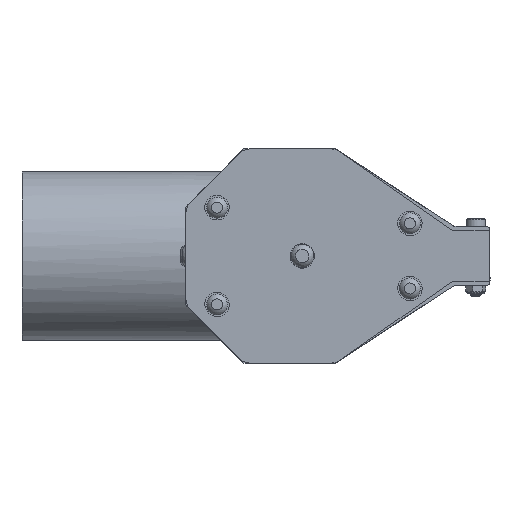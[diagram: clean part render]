
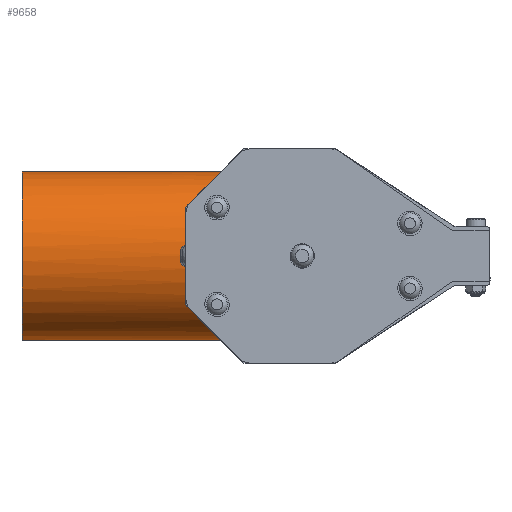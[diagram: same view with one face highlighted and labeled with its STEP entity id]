
A CAD part, left-side view. The second image highlights one B-rep face of the part: STEP entity #9658.
In plain terms, the highlighted cylindrical face has radius 38.1 mm (diameter 76.2 mm), a full revolution.
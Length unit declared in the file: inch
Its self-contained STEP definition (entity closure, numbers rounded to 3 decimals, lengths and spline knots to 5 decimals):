
#15=ELLIPSE('',#10821,2.12132,1.5);
#16=ELLIPSE('',#10824,2.12132,1.5);
#186=LINE('',#42069,#514);
#187=LINE('',#42091,#515);
#514=VECTOR('',#13261,0.3937);
#515=VECTOR('',#13268,0.3937);
#1226=FACE_BOUND('',#3308,.T.);
#2389=FACE_OUTER_BOUND('',#3307,.T.);
#3307=EDGE_LOOP('',(#8310,#8311,#8312,#8313,#8314,#8315,#8316,#8317,#8318,
#8319,#8320,#8321));
#3308=EDGE_LOOP('',(#8322));
#3621=B_SPLINE_CURVE_WITH_KNOTS('',3,(#42073,#42074,#42075,#42076,#42077,
#42078),.UNSPECIFIED.,.F.,.F.,(4,2,4),(-0.2478,-0.18106,
-0.119),.UNSPECIFIED.);
#3622=B_SPLINE_CURVE_WITH_KNOTS('',3,(#42082,#42083,#42084,#42085,#42086,
#42087),.UNSPECIFIED.,.F.,.F.,(4,2,4),(-0.86626,-0.80421,
-0.73746),.UNSPECIFIED.);
#3623=B_SPLINE_CURVE_WITH_KNOTS('',3,(#42095,#42096,#42097,#42098,#42099,
#42100),.UNSPECIFIED.,.F.,.F.,(4,2,4),(-0.7489,-0.68066,
-0.61785),.UNSPECIFIED.);
#3624=B_SPLINE_CURVE_WITH_KNOTS('',3,(#42103,#42104,#42105,#42106,#42107,
#42108),.UNSPECIFIED.,.F.,.F.,(4,2,4),(-0.37841,-0.3156,
-0.24736),.UNSPECIFIED.);
#4024=CIRCLE('',#10651,1.5);
#4102=CIRCLE('',#10819,1.5);
#4103=CIRCLE('',#10820,1.5);
#4104=CIRCLE('',#10822,1.5);
#4105=CIRCLE('',#10823,1.5);
#4791=VERTEX_POINT('',#41702);
#4908=VERTEX_POINT('',#42065);
#4909=VERTEX_POINT('',#42066);
#4910=VERTEX_POINT('',#42068);
#4911=VERTEX_POINT('',#42070);
#4912=VERTEX_POINT('',#42072);
#4913=VERTEX_POINT('',#42079);
#4914=VERTEX_POINT('',#42081);
#4915=VERTEX_POINT('',#42088);
#4916=VERTEX_POINT('',#42090);
#4917=VERTEX_POINT('',#42092);
#4918=VERTEX_POINT('',#42094);
#4919=VERTEX_POINT('',#42101);
#5955=EDGE_CURVE('',#4791,#4791,#4024,.T.);
#6111=EDGE_CURVE('',#4908,#4909,#4102,.T.);
#6112=EDGE_CURVE('',#4909,#4910,#186,.T.);
#6113=EDGE_CURVE('',#4910,#4911,#4103,.T.);
#6114=EDGE_CURVE('',#4911,#4912,#3621,.T.);
#6115=EDGE_CURVE('',#4912,#4913,#15,.T.);
#6116=EDGE_CURVE('',#4913,#4914,#3622,.T.);
#6117=EDGE_CURVE('',#4914,#4915,#4104,.T.);
#6118=EDGE_CURVE('',#4915,#4916,#187,.T.);
#6119=EDGE_CURVE('',#4916,#4917,#4105,.T.);
#6120=EDGE_CURVE('',#4917,#4918,#3623,.T.);
#6121=EDGE_CURVE('',#4918,#4919,#16,.T.);
#6122=EDGE_CURVE('',#4919,#4908,#3624,.T.);
#8310=ORIENTED_EDGE('',*,*,#6111,.T.);
#8311=ORIENTED_EDGE('',*,*,#6112,.T.);
#8312=ORIENTED_EDGE('',*,*,#6113,.T.);
#8313=ORIENTED_EDGE('',*,*,#6114,.T.);
#8314=ORIENTED_EDGE('',*,*,#6115,.T.);
#8315=ORIENTED_EDGE('',*,*,#6116,.T.);
#8316=ORIENTED_EDGE('',*,*,#6117,.T.);
#8317=ORIENTED_EDGE('',*,*,#6118,.T.);
#8318=ORIENTED_EDGE('',*,*,#6119,.T.);
#8319=ORIENTED_EDGE('',*,*,#6120,.T.);
#8320=ORIENTED_EDGE('',*,*,#6121,.T.);
#8321=ORIENTED_EDGE('',*,*,#6122,.T.);
#8322=ORIENTED_EDGE('',*,*,#5955,.F.);
#9032=CYLINDRICAL_SURFACE('',#10818,1.5);
#9658=ADVANCED_FACE('',(#2389,#1226),#9032,.T.);
#10651=AXIS2_PLACEMENT_3D('',#41703,#12845,#12846);
#10818=AXIS2_PLACEMENT_3D('',#42064,#13257,#13258);
#10819=AXIS2_PLACEMENT_3D('',#42067,#13259,#13260);
#10820=AXIS2_PLACEMENT_3D('',#42071,#13262,#13263);
#10821=AXIS2_PLACEMENT_3D('',#42080,#13264,#13265);
#10822=AXIS2_PLACEMENT_3D('',#42089,#13266,#13267);
#10823=AXIS2_PLACEMENT_3D('',#42093,#13269,#13270);
#10824=AXIS2_PLACEMENT_3D('',#42102,#13271,#13272);
#12845=DIRECTION('center_axis',(0.,1.,0.));
#12846=DIRECTION('ref_axis',(-0.695,0.,-0.719));
#13257=DIRECTION('center_axis',(0.,1.,0.));
#13258=DIRECTION('ref_axis',(-0.695,0.,-0.719));
#13259=DIRECTION('center_axis',(0.,1.,0.));
#13260=DIRECTION('ref_axis',(-0.695,0.,-0.719));
#13261=DIRECTION('',(0.,1.,0.));
#13262=DIRECTION('center_axis',(0.,1.,0.));
#13263=DIRECTION('ref_axis',(-0.695,0.,-0.719));
#13264=DIRECTION('center_axis',(0.,0.707,
0.707));
#13265=DIRECTION('ref_axis',(0.,0.707,-0.707));
#13266=DIRECTION('center_axis',(0.,1.,0.));
#13267=DIRECTION('ref_axis',(-0.695,0.,-0.719));
#13268=DIRECTION('',(0.,-1.,0.));
#13269=DIRECTION('center_axis',(0.,1.,0.));
#13270=DIRECTION('ref_axis',(-0.695,0.,-0.719));
#13271=DIRECTION('center_axis',(0.,0.707,
-0.707));
#13272=DIRECTION('ref_axis',(0.,-0.707,-0.707));
#41702=CARTESIAN_POINT('',(1.0429,3.,1.07813));
#41703=CARTESIAN_POINT('Origin',(0.,3.,0.));
#42064=CARTESIAN_POINT('Origin',(0.,-1.,
0.));
#42065=CARTESIAN_POINT('',(-1.28758,-0.05,-0.76951));
#42066=CARTESIAN_POINT('',(-1.33098,-0.05,-0.69174));
#42067=CARTESIAN_POINT('Origin',(0.,-0.05,
0.));
#42068=CARTESIAN_POINT('',(-1.33098,0.,-0.69174));
#42069=CARTESIAN_POINT('',(-1.33098,-1.,-0.69174));
#42070=CARTESIAN_POINT('',(-1.31333,0.,0.72469));
#42071=CARTESIAN_POINT('Origin',(0.,0.,
0.));
#42072=CARTESIAN_POINT('',(-1.28901,-0.01757,0.76711));
#42073=CARTESIAN_POINT('Ctrl Pts',(-1.31333,0.,
0.72469));
#42074=CARTESIAN_POINT('Ctrl Pts',(-1.3091,0.,
0.73236));
#42075=CARTESIAN_POINT('Ctrl Pts',(-1.30448,-0.00155,
0.74055));
#42076=CARTESIAN_POINT('Ctrl Pts',(-1.29604,-0.00778,
0.75521));
#42077=CARTESIAN_POINT('Ctrl Pts',(-1.29219,-0.01222,
0.76176));
#42078=CARTESIAN_POINT('Ctrl Pts',(-1.28901,-0.01757,
0.76711));
#42079=CARTESIAN_POINT('',(1.28901,-0.01757,0.76711));
#42080=CARTESIAN_POINT('Origin',(0.,0.74954,
0.));
#42081=CARTESIAN_POINT('',(1.31333,0.,0.72469));
#42082=CARTESIAN_POINT('Ctrl Pts',(1.28901,-0.01757,
0.76711));
#42083=CARTESIAN_POINT('Ctrl Pts',(1.29219,-0.01222,
0.76176));
#42084=CARTESIAN_POINT('Ctrl Pts',(1.29604,-0.00778,
0.75521));
#42085=CARTESIAN_POINT('Ctrl Pts',(1.30448,-0.00155,
0.74055));
#42086=CARTESIAN_POINT('Ctrl Pts',(1.3091,0.,
0.73236));
#42087=CARTESIAN_POINT('Ctrl Pts',(1.31333,0.,
0.72469));
#42088=CARTESIAN_POINT('',(1.33098,0.,-0.69174));
#42089=CARTESIAN_POINT('Origin',(0.,0.,
0.));
#42090=CARTESIAN_POINT('',(1.33098,-0.05,-0.69174));
#42091=CARTESIAN_POINT('',(1.33098,-1.,-0.69174));
#42092=CARTESIAN_POINT('',(1.28758,-0.05,-0.76951));
#42093=CARTESIAN_POINT('Origin',(0.,-0.05,
0.));
#42094=CARTESIAN_POINT('',(1.26125,-0.06757,-0.81194));
#42095=CARTESIAN_POINT('Ctrl Pts',(1.28758,-0.05,
-0.76951));
#42096=CARTESIAN_POINT('Ctrl Pts',(1.28298,-0.05,
-0.7772));
#42097=CARTESIAN_POINT('Ctrl Pts',(1.27797,-0.05156,
-0.78542));
#42098=CARTESIAN_POINT('Ctrl Pts',(1.26885,-0.0578,
-0.80006));
#42099=CARTESIAN_POINT('Ctrl Pts',(1.2647,-0.06222,
-0.80658));
#42100=CARTESIAN_POINT('Ctrl Pts',(1.26125,-0.06757,
-0.81194));
#42101=CARTESIAN_POINT('',(-1.26125,-0.06757,-0.81194));
#42102=CARTESIAN_POINT('Origin',(0.,0.74436,
0.));
#42103=CARTESIAN_POINT('Ctrl Pts',(-1.26125,-0.06757,
-0.81194));
#42104=CARTESIAN_POINT('Ctrl Pts',(-1.2647,-0.06222,
-0.80658));
#42105=CARTESIAN_POINT('Ctrl Pts',(-1.26885,-0.0578,
-0.80006));
#42106=CARTESIAN_POINT('Ctrl Pts',(-1.27797,-0.05156,
-0.78542));
#42107=CARTESIAN_POINT('Ctrl Pts',(-1.28298,-0.05,
-0.7772));
#42108=CARTESIAN_POINT('Ctrl Pts',(-1.28758,-0.05,
-0.76951));
